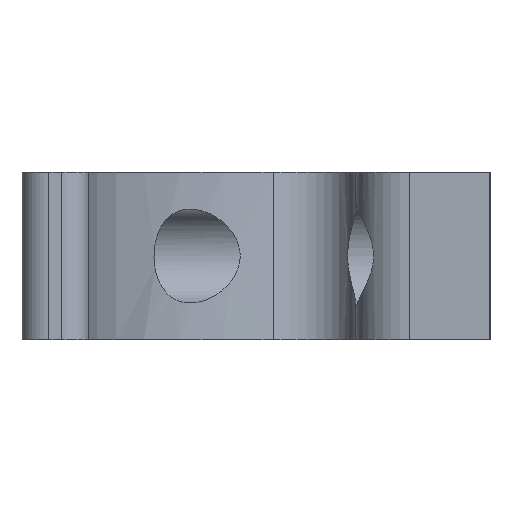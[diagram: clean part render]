
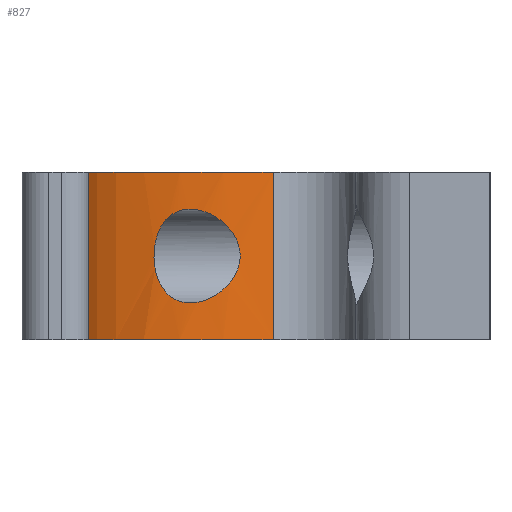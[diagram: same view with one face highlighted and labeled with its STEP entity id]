
A CAD part, left-side view. The second image highlights one B-rep face of the part: STEP entity #827.
In plain terms, the highlighted cylindrical face has radius 30 mm (diameter 60 mm), a partial arc.
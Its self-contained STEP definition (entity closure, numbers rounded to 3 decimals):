
#15=FACE_BOUND('',#147,.T.);
#60=CIRCLE('',#899,30.);
#63=CIRCLE('',#904,30.);
#102=FACE_OUTER_BOUND('',#146,.T.);
#146=EDGE_LOOP('',(#589,#590,#591,#592));
#147=EDGE_LOOP('',(#593));
#212=LINE('',#1446,#274);
#213=LINE('',#1450,#275);
#274=VECTOR('',#1038,10.);
#275=VECTOR('',#1043,10.);
#322=B_SPLINE_CURVE_WITH_KNOTS('',3,(#1307,#1308,#1309,#1310,#1311,#1312,
#1313,#1314,#1315,#1316,#1317,#1318,#1319,#1320,#1321,#1322,#1323,#1324,
#1325,#1326,#1327,#1328,#1329,#1330,#1331,#1332,#1333,#1334,#1335,#1336,
#1337,#1338,#1339,#1340,#1341,#1342,#1343,#1344),.UNSPECIFIED.,.T.,.F.,
(4,2,2,2,2,2,2,2,2,2,2,2,2,2,2,2,2,2,4),(0.,0.067,0.133,
0.267,0.459,0.652,0.823,
0.994,1.124,1.253,1.383,1.512,
1.684,1.855,2.047,2.24,2.373,
2.44,2.507),.UNSPECIFIED.);
#335=VERTEX_POINT('',#1306);
#364=VERTEX_POINT('',#1439);
#365=VERTEX_POINT('',#1441);
#366=VERTEX_POINT('',#1445);
#367=VERTEX_POINT('',#1449);
#420=EDGE_CURVE('',#335,#335,#322,.T.);
#452=EDGE_CURVE('',#364,#365,#60,.T.);
#454=EDGE_CURVE('',#365,#366,#212,.T.);
#456=EDGE_CURVE('',#367,#364,#213,.T.);
#457=EDGE_CURVE('',#367,#366,#63,.T.);
#589=ORIENTED_EDGE('',*,*,#454,.F.);
#590=ORIENTED_EDGE('',*,*,#452,.F.);
#591=ORIENTED_EDGE('',*,*,#456,.F.);
#592=ORIENTED_EDGE('',*,*,#457,.T.);
#593=ORIENTED_EDGE('',*,*,#420,.T.);
#799=CYLINDRICAL_SURFACE('',#903,30.);
#827=ADVANCED_FACE('',(#102,#15),#799,.F.);
#899=AXIS2_PLACEMENT_3D('',#1442,#1032,#1033);
#903=AXIS2_PLACEMENT_3D('',#1448,#1041,#1042);
#904=AXIS2_PLACEMENT_3D('',#1451,#1044,#1045);
#1032=DIRECTION('center_axis',(0.,0.,1.));
#1033=DIRECTION('ref_axis',(0.943,0.333,0.));
#1038=DIRECTION('',(0.,0.,1.));
#1041=DIRECTION('center_axis',(0.,0.,-1.));
#1042=DIRECTION('ref_axis',(0.943,0.333,0.));
#1043=DIRECTION('',(0.,0.,-1.));
#1044=DIRECTION('center_axis',(0.,0.,1.));
#1045=DIRECTION('ref_axis',(0.943,0.333,0.));
#1306=CARTESIAN_POINT('',(8.525,73.617,6.25));
#1307=CARTESIAN_POINT('Ctrl Pts',(8.525,73.617,6.25));
#1308=CARTESIAN_POINT('Ctrl Pts',(8.525,73.617,6.028));
#1309=CARTESIAN_POINT('Ctrl Pts',(8.504,73.644,5.805));
#1310=CARTESIAN_POINT('Ctrl Pts',(8.42,73.748,5.372));
#1311=CARTESIAN_POINT('Ctrl Pts',(8.358,73.825,5.163));
#1312=CARTESIAN_POINT('Ctrl Pts',(8.126,74.112,4.572));
#1313=CARTESIAN_POINT('Ctrl Pts',(7.905,74.378,4.229));
#1314=CARTESIAN_POINT('Ctrl Pts',(7.338,75.032,3.574));
#1315=CARTESIAN_POINT('Ctrl Pts',(6.92,75.493,3.264));
#1316=CARTESIAN_POINT('Ctrl Pts',(6.002,76.432,2.852));
#1317=CARTESIAN_POINT('Ctrl Pts',(5.503,76.91,2.75));
#1318=CARTESIAN_POINT('Ctrl Pts',(4.6,77.72,2.75));
#1319=CARTESIAN_POINT('Ctrl Pts',(4.127,78.119,2.832));
#1320=CARTESIAN_POINT('Ctrl Pts',(3.221,78.84,3.211));
#1321=CARTESIAN_POINT('Ctrl Pts',(2.788,79.161,3.509));
#1322=CARTESIAN_POINT('Ctrl Pts',(2.179,79.596,4.176));
#1323=CARTESIAN_POINT('Ctrl Pts',(1.938,79.762,4.543));
#1324=CARTESIAN_POINT('Ctrl Pts',(1.61,79.983,5.364));
#1325=CARTESIAN_POINT('Ctrl Pts',(1.525,80.038,5.819));
#1326=CARTESIAN_POINT('Ctrl Pts',(1.525,80.038,6.681));
#1327=CARTESIAN_POINT('Ctrl Pts',(1.61,79.983,7.136));
#1328=CARTESIAN_POINT('Ctrl Pts',(1.938,79.762,7.957));
#1329=CARTESIAN_POINT('Ctrl Pts',(2.179,79.596,8.324));
#1330=CARTESIAN_POINT('Ctrl Pts',(2.788,79.161,8.991));
#1331=CARTESIAN_POINT('Ctrl Pts',(3.221,78.84,9.289));
#1332=CARTESIAN_POINT('Ctrl Pts',(4.127,78.119,9.668));
#1333=CARTESIAN_POINT('Ctrl Pts',(4.6,77.72,9.75));
#1334=CARTESIAN_POINT('Ctrl Pts',(5.503,76.91,9.75));
#1335=CARTESIAN_POINT('Ctrl Pts',(6.002,76.432,9.648));
#1336=CARTESIAN_POINT('Ctrl Pts',(6.92,75.493,9.236));
#1337=CARTESIAN_POINT('Ctrl Pts',(7.338,75.032,8.926));
#1338=CARTESIAN_POINT('Ctrl Pts',(7.905,74.378,8.271));
#1339=CARTESIAN_POINT('Ctrl Pts',(8.126,74.112,7.928));
#1340=CARTESIAN_POINT('Ctrl Pts',(8.358,73.825,7.337));
#1341=CARTESIAN_POINT('Ctrl Pts',(8.42,73.748,7.128));
#1342=CARTESIAN_POINT('Ctrl Pts',(8.504,73.644,6.695));
#1343=CARTESIAN_POINT('Ctrl Pts',(8.525,73.617,6.472));
#1344=CARTESIAN_POINT('Ctrl Pts',(8.525,73.617,6.25));
#1439=CARTESIAN_POINT('',(10.28,71.154,0.));
#1441=CARTESIAN_POINT('',(-12.945,84.93,0.));
#1442=CARTESIAN_POINT('Origin',(-15.,55.,0.));
#1445=CARTESIAN_POINT('',(-12.945,84.93,12.5));
#1446=CARTESIAN_POINT('',(-12.945,84.93,12.5));
#1448=CARTESIAN_POINT('Origin',(-15.,55.,12.5));
#1449=CARTESIAN_POINT('',(10.28,71.154,12.5));
#1450=CARTESIAN_POINT('',(10.28,71.154,12.5));
#1451=CARTESIAN_POINT('Origin',(-15.,55.,12.5));
